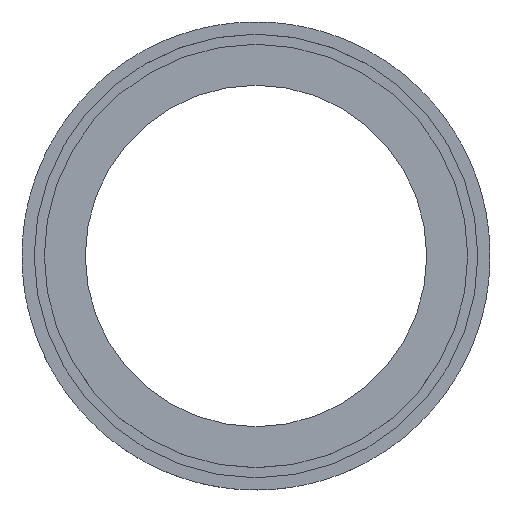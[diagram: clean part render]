
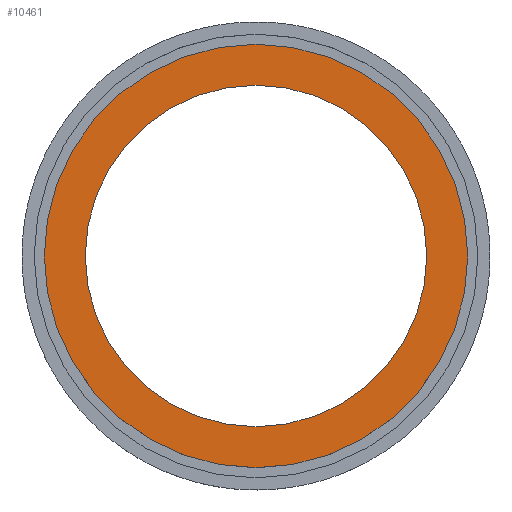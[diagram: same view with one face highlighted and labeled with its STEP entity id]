
A CAD part, top view. The second image highlights one B-rep face of the part: STEP entity #10461.
In plain terms, the highlighted planar face has unit normal (0, 0, 1).
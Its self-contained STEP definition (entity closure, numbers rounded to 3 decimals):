
#18=FACE_BOUND('',#1775,.T.);
#137=PLANE('',#11300);
#954=FACE_OUTER_BOUND('',#1774,.T.);
#1774=EDGE_LOOP('',(#7986));
#1775=EDGE_LOOP('',(#7987));
#5357=CIRCLE('',#11177,33.75);
#5361=CIRCLE('',#11184,41.85);
#5365=VERTEX_POINT('',#15094);
#5369=VERTEX_POINT('',#15107);
#6004=EDGE_CURVE('',#5365,#5365,#5357,.T.);
#6010=EDGE_CURVE('',#5369,#5369,#5361,.T.);
#7986=ORIENTED_EDGE('',*,*,#6010,.T.);
#7987=ORIENTED_EDGE('',*,*,#6004,.T.);
#10461=ADVANCED_FACE('',(#954,#18),#137,.T.);
#11177=AXIS2_PLACEMENT_3D('',#15096,#12007,#12008);
#11184=AXIS2_PLACEMENT_3D('',#15109,#12023,#12024);
#11300=AXIS2_PLACEMENT_3D('',#15839,#12616,#12617);
#12007=DIRECTION('center_axis',(0.,0.,-1.));
#12008=DIRECTION('ref_axis',(1.,0.,0.));
#12023=DIRECTION('center_axis',(0.,0.,1.));
#12024=DIRECTION('ref_axis',(1.,0.,0.));
#12616=DIRECTION('center_axis',(0.,0.,1.));
#12617=DIRECTION('ref_axis',(1.,0.,0.));
#15094=CARTESIAN_POINT('',(-33.75,0.,6.));
#15096=CARTESIAN_POINT('Origin',(0.,0.,6.));
#15107=CARTESIAN_POINT('',(-41.85,0.,6.));
#15109=CARTESIAN_POINT('Origin',(0.,0.,6.));
#15839=CARTESIAN_POINT('Origin',(45.463,-8.498,6.));
